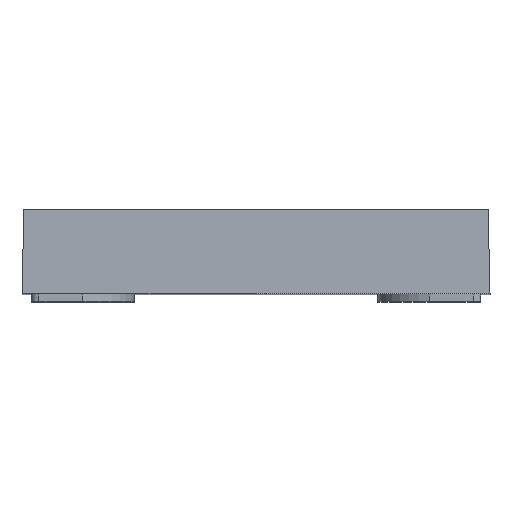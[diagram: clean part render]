
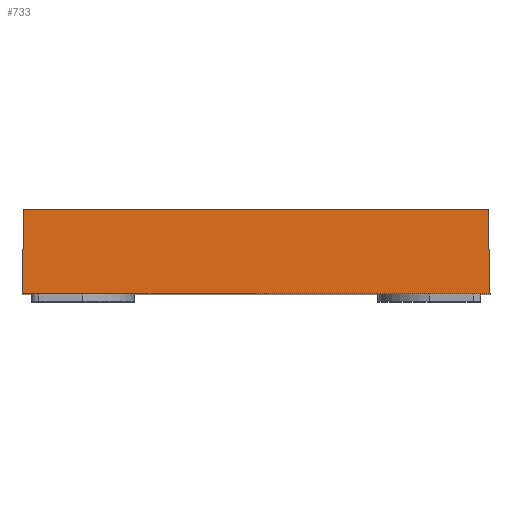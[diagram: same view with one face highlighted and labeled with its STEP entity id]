
A CAD part, top view. The second image highlights one B-rep face of the part: STEP entity #733.
In plain terms, the highlighted planar face has unit normal (0, 0.022, 1).
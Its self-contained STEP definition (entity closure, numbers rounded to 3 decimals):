
#12 = LINE ( 'NONE', #821, #241 ) ;
#54 = AXIS2_PLACEMENT_3D ( 'NONE', #607, #1008, #1116 ) ;
#102 = ORIENTED_EDGE ( 'NONE', *, *, #137, .T. ) ;
#124 = LINE ( 'NONE', #582, #1169 ) ;
#137 = EDGE_CURVE ( 'NONE', #1040, #153, #12, .T. ) ;
#153 = VERTEX_POINT ( 'NONE', #694 ) ;
#177 = CARTESIAN_POINT ( 'NONE',  ( 2.48, 0.9, 3.48 ) ) ;
#241 = VECTOR ( 'NONE', #268, 1000. ) ;
#268 = DIRECTION ( 'NONE',  ( -0.022, -1., 0.022 ) ) ;
#327 = ORIENTED_EDGE ( 'NONE', *, *, #660, .F. ) ;
#377 = VERTEX_POINT ( 'NONE', #177 ) ;
#473 = DIRECTION ( 'NONE',  ( -1., 0., 0. ) ) ;
#480 = VERTEX_POINT ( 'NONE', #857 ) ;
#488 = DIRECTION ( 'NONE',  ( -1., 0., 0. ) ) ;
#582 = CARTESIAN_POINT ( 'NONE',  ( 2.5, 0., 3.5 ) ) ;
#602 = PLANE ( 'NONE',  #54 ) ;
#607 = CARTESIAN_POINT ( 'NONE',  ( -1.25, 0.45, 3.49 ) ) ;
#638 = VECTOR ( 'NONE', #803, 1000. ) ;
#660 = EDGE_CURVE ( 'NONE', #480, #153, #124, .T. ) ;
#668 = ORIENTED_EDGE ( 'NONE', *, *, #1195, .F. ) ;
#694 = CARTESIAN_POINT ( 'NONE',  ( -2.5, 0., 3.5 ) ) ;
#733 = ADVANCED_FACE ( 'NONE', ( #741 ), #602, .T. ) ;
#741 = FACE_OUTER_BOUND ( 'NONE', #1043, .T. ) ;
#803 = DIRECTION ( 'NONE',  ( 0.022, -1., 0.022 ) ) ;
#821 = CARTESIAN_POINT ( 'NONE',  ( -2.488, 0.522, 3.488 ) ) ;
#857 = CARTESIAN_POINT ( 'NONE',  ( 2.5, 0., 3.5 ) ) ;
#906 = CARTESIAN_POINT ( 'NONE',  ( -2.48, 0.9, 3.48 ) ) ;
#969 = LINE ( 'NONE', #1267, #1246 ) ;
#1008 = DIRECTION ( 'NONE',  ( 0., 0.022, 1. ) ) ;
#1040 = VERTEX_POINT ( 'NONE', #906 ) ;
#1043 = EDGE_LOOP ( 'NONE', ( #668, #1308, #102, #327 ) ) ;
#1065 = CARTESIAN_POINT ( 'NONE',  ( 2.489, 0.511, 3.489 ) ) ;
#1116 = DIRECTION ( 'NONE',  ( 1., 0., 0. ) ) ;
#1169 = VECTOR ( 'NONE', #488, 1000. ) ;
#1192 = LINE ( 'NONE', #1065, #638 ) ;
#1195 = EDGE_CURVE ( 'NONE', #377, #480, #1192, .T. ) ;
#1204 = EDGE_CURVE ( 'NONE', #377, #1040, #969, .T. ) ;
#1246 = VECTOR ( 'NONE', #473, 1000. ) ;
#1267 = CARTESIAN_POINT ( 'NONE',  ( -1.25, 0.9, 3.48 ) ) ;
#1308 = ORIENTED_EDGE ( 'NONE', *, *, #1204, .T. ) ;
